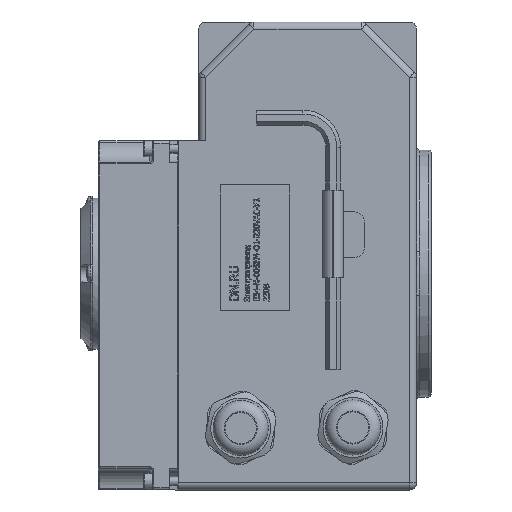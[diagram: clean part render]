
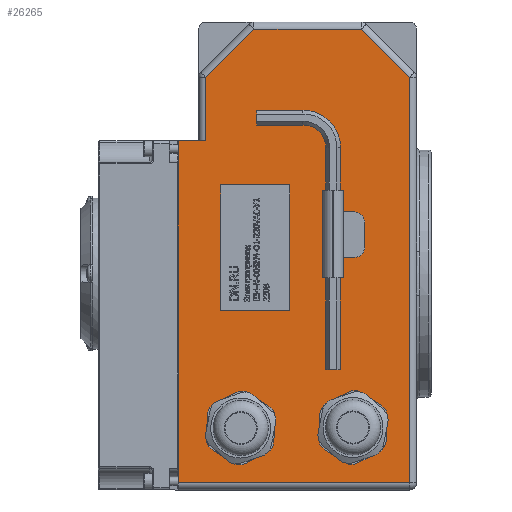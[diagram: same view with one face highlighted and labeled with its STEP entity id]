
A CAD part, left-side view. The second image highlights one B-rep face of the part: STEP entity #26265.
In plain terms, the highlighted planar face has unit normal (-1, 0, 0).
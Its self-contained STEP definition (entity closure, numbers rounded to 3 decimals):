
#296=FACE_BOUND('',#4995,.T.);
#959=PLANE('',#27916);
#3508=FACE_OUTER_BOUND('',#4994,.T.);
#4994=EDGE_LOOP('',(#22737,#22738,#22739,#22740,#22741,#22742,#22743,#22744));
#4995=EDGE_LOOP('',(#22745,#22746,#22747,#22748));
#6477=LINE('',#42823,#8694);
#6480=LINE('',#42828,#8697);
#6482=LINE('',#42832,#8699);
#6484=LINE('',#42835,#8701);
#6579=LINE('',#43840,#8796);
#6583=LINE('',#43853,#8800);
#6654=LINE('',#44119,#8871);
#6837=LINE('',#44875,#9054);
#6839=LINE('',#44884,#9056);
#6840=LINE('',#44892,#9057);
#6841=LINE('',#44901,#9058);
#6845=LINE('',#44912,#9062);
#8694=VECTOR('',#30465,10.);
#8697=VECTOR('',#30470,10.);
#8699=VECTOR('',#30474,10.);
#8701=VECTOR('',#30478,10.);
#8796=VECTOR('',#31049,10.);
#8800=VECTOR('',#31061,10.);
#8871=VECTOR('',#31264,10.);
#9054=VECTOR('',#31835,10.);
#9056=VECTOR('',#31847,10.);
#9057=VECTOR('',#31858,10.);
#9058=VECTOR('',#31873,10.);
#9062=VECTOR('',#31889,10.);
#11526=VERTEX_POINT('',#42821);
#11527=VERTEX_POINT('',#42822);
#11528=VERTEX_POINT('',#42827);
#11529=VERTEX_POINT('',#42831);
#11670=VERTEX_POINT('',#43837);
#11671=VERTEX_POINT('',#43839);
#11676=VERTEX_POINT('',#43851);
#11759=VERTEX_POINT('',#44116);
#11760=VERTEX_POINT('',#44118);
#12003=VERTEX_POINT('',#44871);
#12005=VERTEX_POINT('',#44879);
#12007=VERTEX_POINT('',#44888);
#14545=EDGE_CURVE('',#11526,#11527,#6477,.T.);
#14548=EDGE_CURVE('',#11527,#11528,#6480,.T.);
#14550=EDGE_CURVE('',#11528,#11529,#6482,.T.);
#14552=EDGE_CURVE('',#11529,#11526,#6484,.T.);
#14812=EDGE_CURVE('',#11671,#11670,#6579,.T.);
#14819=EDGE_CURVE('',#11676,#11670,#6583,.T.);
#14930=EDGE_CURVE('',#11759,#11760,#6654,.T.);
#15258=EDGE_CURVE('',#11671,#12003,#6837,.T.);
#15263=EDGE_CURVE('',#12003,#12005,#6839,.T.);
#15267=EDGE_CURVE('',#12005,#12007,#6840,.T.);
#15272=EDGE_CURVE('',#11760,#11676,#6841,.T.);
#15278=EDGE_CURVE('',#12007,#11759,#6845,.T.);
#22737=ORIENTED_EDGE('',*,*,#14812,.T.);
#22738=ORIENTED_EDGE('',*,*,#14819,.F.);
#22739=ORIENTED_EDGE('',*,*,#15272,.F.);
#22740=ORIENTED_EDGE('',*,*,#14930,.F.);
#22741=ORIENTED_EDGE('',*,*,#15278,.F.);
#22742=ORIENTED_EDGE('',*,*,#15267,.F.);
#22743=ORIENTED_EDGE('',*,*,#15263,.F.);
#22744=ORIENTED_EDGE('',*,*,#15258,.F.);
#22745=ORIENTED_EDGE('',*,*,#14545,.T.);
#22746=ORIENTED_EDGE('',*,*,#14548,.T.);
#22747=ORIENTED_EDGE('',*,*,#14550,.T.);
#22748=ORIENTED_EDGE('',*,*,#14552,.T.);
#26265=ADVANCED_FACE('',(#3508,#296),#959,.F.);
#27916=AXIS2_PLACEMENT_3D('',#46966,#32861,#32862);
#30465=DIRECTION('',(0.,1.,0.));
#30470=DIRECTION('',(0.,0.,1.));
#30474=DIRECTION('',(0.,-1.,0.));
#30478=DIRECTION('',(0.,0.,-1.));
#31049=DIRECTION('',(0.,1.,0.));
#31061=DIRECTION('',(0.,0.,1.));
#31264=DIRECTION('',(0.,0.,-1.));
#31835=DIRECTION('',(0.,0.,1.));
#31847=DIRECTION('',(0.,-0.707,0.707));
#31858=DIRECTION('',(0.,-1.,0.));
#31873=DIRECTION('',(0.,1.,0.));
#31889=DIRECTION('',(0.,-0.707,-0.707));
#32861=DIRECTION('center_axis',(1.,0.,0.));
#32862=DIRECTION('ref_axis',(0.,0.,-1.));
#42821=CARTESIAN_POINT('',(0.,6.101,-18.847));
#42822=CARTESIAN_POINT('',(0.,29.85,-18.847));
#42823=CARTESIAN_POINT('',(0.,14.925,-18.847));
#42827=CARTESIAN_POINT('',(0.,29.85,24.445));
#42828=CARTESIAN_POINT('',(0.,29.85,12.223));
#42831=CARTESIAN_POINT('',(0.,6.101,24.445));
#42832=CARTESIAN_POINT('',(0.,3.05,24.445));
#42835=CARTESIAN_POINT('',(0.,6.101,-9.423));
#43837=CARTESIAN_POINT('',(0.,44.5,39.645));
#43839=CARTESIAN_POINT('',(0.,35.,39.645));
#43840=CARTESIAN_POINT('',(0.,37.5,39.645));
#43851=CARTESIAN_POINT('',(0.,44.5,-78.));
#43853=CARTESIAN_POINT('',(0.,44.5,-80.5));
#44116=CARTESIAN_POINT('',(0.,-35.,61.464));
#44118=CARTESIAN_POINT('',(0.,-35.,-78.));
#44119=CARTESIAN_POINT('',(0.,-35.,31.25));
#44871=CARTESIAN_POINT('',(0.,35.,61.464));
#44875=CARTESIAN_POINT('',(0.,35.,-40.25));
#44879=CARTESIAN_POINT('',(0.,18.464,78.));
#44884=CARTESIAN_POINT('',(0.,41.982,54.482));
#44888=CARTESIAN_POINT('',(0.,-18.464,78.));
#44892=CARTESIAN_POINT('',(0.,9.75,78.));
#44901=CARTESIAN_POINT('',(0.,-18.75,-78.));
#44912=CARTESIAN_POINT('',(0.,-32.982,63.482));
#46966=CARTESIAN_POINT('Origin',(0.,0.,0.));
